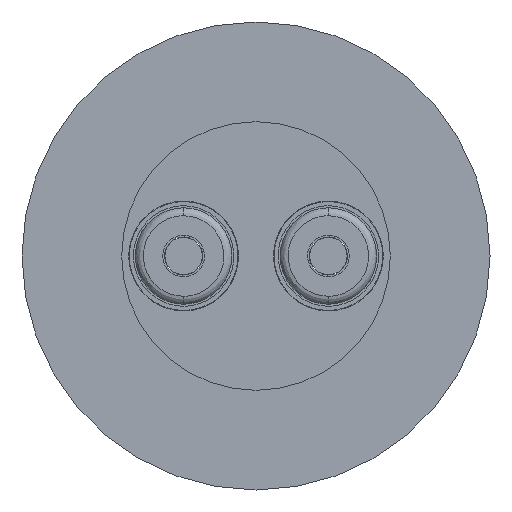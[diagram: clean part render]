
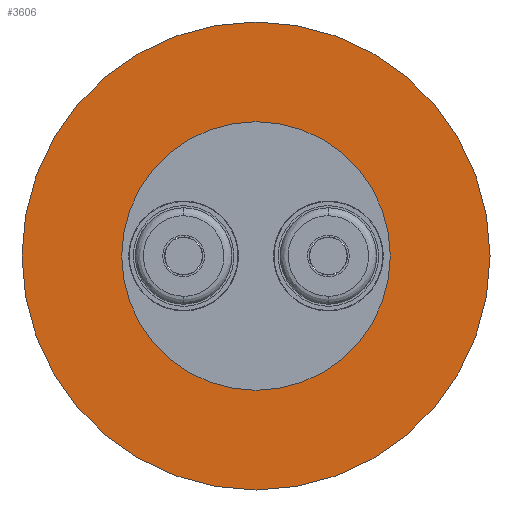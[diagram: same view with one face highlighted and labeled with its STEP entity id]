
A CAD part, front view. The second image highlights one B-rep face of the part: STEP entity #3606.
In plain terms, the highlighted planar face has unit normal (0, -1, 0).
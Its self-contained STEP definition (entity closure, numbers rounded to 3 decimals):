
#17 = CARTESIAN_POINT ( 'NONE',  ( 0., -15.909, 0. ) ) ;
#267 = CARTESIAN_POINT ( 'NONE',  ( 0., -15.909, 14.986 ) ) ;
#319 = FACE_BOUND ( 'NONE', #2947, .T. ) ;
#321 = CARTESIAN_POINT ( 'NONE',  ( 0., -15.909, 0. ) ) ;
#328 = EDGE_LOOP ( 'NONE', ( #3752, #959 ) ) ;
#338 = DIRECTION ( 'NONE',  ( 0., 0., -1. ) ) ;
#448 = DIRECTION ( 'NONE',  ( 0., 1., 0. ) ) ;
#488 = CARTESIAN_POINT ( 'NONE',  ( 0., -15.909, 0. ) ) ;
#627 = DIRECTION ( 'NONE',  ( 0., 0., 1. ) ) ;
#628 = AXIS2_PLACEMENT_3D ( 'NONE', #2337, #448, #2665 ) ;
#812 = CIRCLE ( 'NONE', #628, 14.986 ) ;
#816 = DIRECTION ( 'NONE',  ( 0., 0., -1. ) ) ;
#959 = ORIENTED_EDGE ( 'NONE', *, *, #1146, .F. ) ;
#1146 = EDGE_CURVE ( 'NONE', #1590, #2855, #812, .T. ) ;
#1403 = PLANE ( 'NONE',  #1663 ) ;
#1590 = VERTEX_POINT ( 'NONE', #3702 ) ;
#1663 = AXIS2_PLACEMENT_3D ( 'NONE', #1675, #1722, #3836 ) ;
#1675 = CARTESIAN_POINT ( 'NONE',  ( 10.465, -15.909, 0. ) ) ;
#1722 = DIRECTION ( 'NONE',  ( 0., 1., 0. ) ) ;
#1995 = FACE_OUTER_BOUND ( 'NONE', #328, .T. ) ;
#2225 = DIRECTION ( 'NONE',  ( 0., -1., 0. ) ) ;
#2337 = CARTESIAN_POINT ( 'NONE',  ( 0., -15.909, 0. ) ) ;
#2531 = DIRECTION ( 'NONE',  ( 0., 1., 0. ) ) ;
#2665 = DIRECTION ( 'NONE',  ( 0., 0., 1. ) ) ;
#2706 = DIRECTION ( 'NONE',  ( 0., -1., 0. ) ) ;
#2821 = AXIS2_PLACEMENT_3D ( 'NONE', #321, #2531, #627 ) ;
#2851 = EDGE_CURVE ( 'NONE', #2855, #1590, #3486, .T. ) ;
#2855 = VERTEX_POINT ( 'NONE', #267 ) ;
#2899 = EDGE_CURVE ( 'NONE', #3975, #2905, #3398, .T. ) ;
#2905 = VERTEX_POINT ( 'NONE', #3140 ) ;
#2947 = EDGE_LOOP ( 'NONE', ( #3879, #3276 ) ) ;
#3028 = AXIS2_PLACEMENT_3D ( 'NONE', #17, #2225, #338 ) ;
#3140 = CARTESIAN_POINT ( 'NONE',  ( 0., -15.909, 8.6 ) ) ;
#3207 = EDGE_CURVE ( 'NONE', #2905, #3975, #3619, .T. ) ;
#3276 = ORIENTED_EDGE ( 'NONE', *, *, #3207, .F. ) ;
#3398 = CIRCLE ( 'NONE', #3028, 8.6 ) ;
#3486 = CIRCLE ( 'NONE', #2821, 14.986 ) ;
#3533 = AXIS2_PLACEMENT_3D ( 'NONE', #488, #2706, #816 ) ;
#3606 = ADVANCED_FACE ( 'NONE', ( #319, #1995 ), #1403, .F. ) ;
#3619 = CIRCLE ( 'NONE', #3533, 8.6 ) ;
#3642 = CARTESIAN_POINT ( 'NONE',  ( 0., -15.909, -8.6 ) ) ;
#3702 = CARTESIAN_POINT ( 'NONE',  ( 0., -15.909, -14.986 ) ) ;
#3752 = ORIENTED_EDGE ( 'NONE', *, *, #2851, .F. ) ;
#3836 = DIRECTION ( 'NONE',  ( 0., 0., 1. ) ) ;
#3879 = ORIENTED_EDGE ( 'NONE', *, *, #2899, .F. ) ;
#3975 = VERTEX_POINT ( 'NONE', #3642 ) ;
